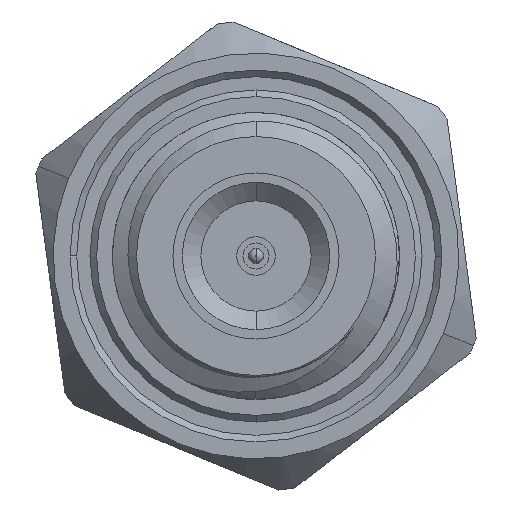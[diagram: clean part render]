
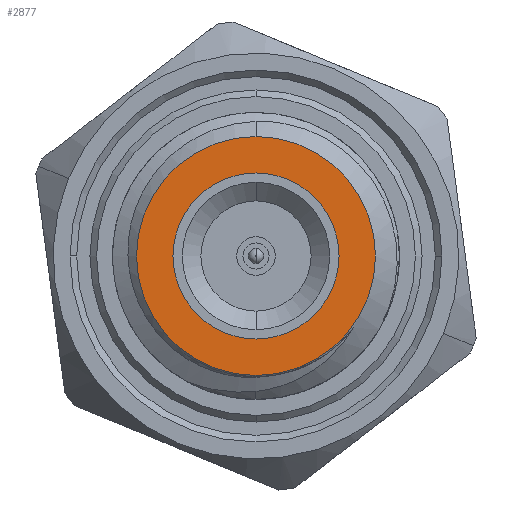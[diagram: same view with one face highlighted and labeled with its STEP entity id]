
A CAD part, left-side view. The second image highlights one B-rep face of the part: STEP entity #2877.
In plain terms, the highlighted planar face has unit normal (-1, 0, 0).
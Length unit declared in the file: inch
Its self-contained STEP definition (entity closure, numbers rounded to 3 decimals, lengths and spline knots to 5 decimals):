
#238 = DIRECTION ( 'NONE',  ( 0., 0., -1. ) ) ;
#278 = DIRECTION ( 'NONE',  ( 0., 0., -1. ) ) ;
#415 = CARTESIAN_POINT ( 'NONE',  ( 0.11449, 0., -0.09 ) ) ;
#485 = AXIS2_PLACEMENT_3D ( 'NONE', #1901, #1956, #2708 ) ;
#544 = PLANE ( 'NONE',  #550 ) ;
#550 = AXIS2_PLACEMENT_3D ( 'NONE', #2577, #3003, #920 ) ;
#593 = CARTESIAN_POINT ( 'NONE',  ( 0.11449, 0., 0. ) ) ;
#618 = AXIS2_PLACEMENT_3D ( 'NONE', #3096, #4759, #278 ) ;
#920 = DIRECTION ( 'NONE',  ( 0., 1., 0. ) ) ;
#986 = EDGE_LOOP ( 'NONE', ( #3915, #1018 ) ) ;
#1018 = ORIENTED_EDGE ( 'NONE', *, *, #2047, .F. ) ;
#1147 = CIRCLE ( 'NONE', #618, 0.0625 ) ;
#1227 = ORIENTED_EDGE ( 'NONE', *, *, #4909, .T. ) ;
#1323 = EDGE_CURVE ( 'NONE', #4611, #4316, #2631, .T. ) ;
#1483 = EDGE_CURVE ( 'NONE', #2187, #1696, #4893, .T. ) ;
#1696 = VERTEX_POINT ( 'NONE', #5360 ) ;
#1744 = FACE_OUTER_BOUND ( 'NONE', #2710, .T. ) ;
#1791 = DIRECTION ( 'NONE',  ( 0., 0., -1. ) ) ;
#1901 = CARTESIAN_POINT ( 'NONE',  ( 0.11449, 0., 0. ) ) ;
#1956 = DIRECTION ( 'NONE',  ( -1., 0., 0. ) ) ;
#2047 = EDGE_CURVE ( 'NONE', #4316, #4611, #1147, .T. ) ;
#2187 = VERTEX_POINT ( 'NONE', #415 ) ;
#2577 = CARTESIAN_POINT ( 'NONE',  ( 0.11449, 0.108, 0. ) ) ;
#2631 = CIRCLE ( 'NONE', #3237, 0.0625 ) ;
#2708 = DIRECTION ( 'NONE',  ( 0., 0., -1. ) ) ;
#2710 = EDGE_LOOP ( 'NONE', ( #4823, #1227 ) ) ;
#2877 = ADVANCED_FACE ( 'NONE', ( #3763, #1744 ), #544, .F. ) ;
#3003 = DIRECTION ( 'NONE',  ( 1., 0., 0. ) ) ;
#3096 = CARTESIAN_POINT ( 'NONE',  ( 0.11449, 0., 0. ) ) ;
#3199 = CARTESIAN_POINT ( 'NONE',  ( 0.11449, 0., 0. ) ) ;
#3237 = AXIS2_PLACEMENT_3D ( 'NONE', #593, #4748, #1791 ) ;
#3263 = CARTESIAN_POINT ( 'NONE',  ( 0.11449, 0., 0.0625 ) ) ;
#3763 = FACE_BOUND ( 'NONE', #986, .T. ) ;
#3915 = ORIENTED_EDGE ( 'NONE', *, *, #1323, .F. ) ;
#3995 = CARTESIAN_POINT ( 'NONE',  ( 0.11449, 0., -0.0625 ) ) ;
#4281 = AXIS2_PLACEMENT_3D ( 'NONE', #3199, #4398, #238 ) ;
#4316 = VERTEX_POINT ( 'NONE', #3263 ) ;
#4398 = DIRECTION ( 'NONE',  ( -1., 0., 0. ) ) ;
#4611 = VERTEX_POINT ( 'NONE', #3995 ) ;
#4748 = DIRECTION ( 'NONE',  ( -1., 0., 0. ) ) ;
#4759 = DIRECTION ( 'NONE',  ( -1., 0., 0. ) ) ;
#4823 = ORIENTED_EDGE ( 'NONE', *, *, #1483, .T. ) ;
#4832 = CIRCLE ( 'NONE', #485, 0.09 ) ;
#4893 = CIRCLE ( 'NONE', #4281, 0.09 ) ;
#4909 = EDGE_CURVE ( 'NONE', #1696, #2187, #4832, .T. ) ;
#5360 = CARTESIAN_POINT ( 'NONE',  ( 0.11449, 0., 0.09 ) ) ;
